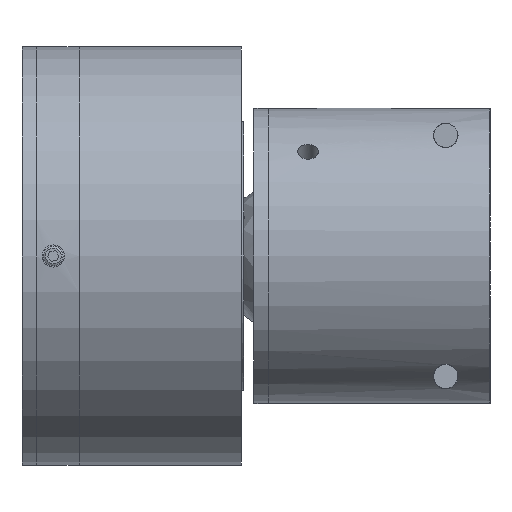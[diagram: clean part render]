
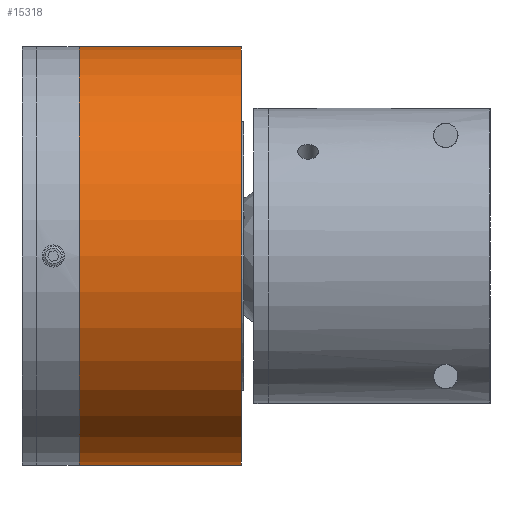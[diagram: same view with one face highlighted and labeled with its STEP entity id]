
A CAD part, front view. The second image highlights one B-rep face of the part: STEP entity #15318.
In plain terms, the highlighted cylindrical face has radius 42.5 mm (diameter 85 mm), a full revolution.
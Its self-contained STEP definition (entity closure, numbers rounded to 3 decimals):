
#557 = DIRECTION ( 'NONE',  ( 0., -1., 0. ) ) ;
#641 = VERTEX_POINT ( 'NONE', #18157 ) ;
#1414 = LINE ( 'NONE', #17138, #17855 ) ;
#1421 = ORIENTED_EDGE ( 'NONE', *, *, #3584, .T. ) ;
#2245 = AXIS2_PLACEMENT_3D ( 'NONE', #9257, #13674, #557 ) ;
#3584 = EDGE_CURVE ( 'NONE', #17376, #17376, #5582, .T. ) ;
#3717 = CARTESIAN_POINT ( 'NONE',  ( 32.5, 41.5, 9.165 ) ) ;
#3780 = FACE_OUTER_BOUND ( 'NONE', #15292, .T. ) ;
#4364 = EDGE_CURVE ( 'NONE', #12975, #12975, #4964, .T. ) ;
#4418 = DIRECTION ( 'NONE',  ( 1., 0., 0. ) ) ;
#4441 = DIRECTION ( 'NONE',  ( -1., 0., 0. ) ) ;
#4483 = EDGE_LOOP ( 'NONE', ( #9685 ) ) ;
#4545 = CARTESIAN_POINT ( 'NONE',  ( 12.5, 41.5, 9.165 ) ) ;
#4655 = ORIENTED_EDGE ( 'NONE', *, *, #13622, .T. ) ;
#4726 = ORIENTED_EDGE ( 'NONE', *, *, #8945, .T. ) ;
#4964 = CIRCLE ( 'NONE', #12303, 42.5 ) ;
#4995 = CIRCLE ( 'NONE', #2245, 42.5 ) ;
#5582 = CIRCLE ( 'NONE', #16244, 42.5 ) ;
#5752 = DIRECTION ( 'NONE',  ( 1., 0., 0. ) ) ;
#6715 = CARTESIAN_POINT ( 'NONE',  ( 8.5, 41.5, 9.165 ) ) ;
#6813 = CIRCLE ( 'NONE', #7106, 42.5 ) ;
#7106 = AXIS2_PLACEMENT_3D ( 'NONE', #10344, #4418, #10258 ) ;
#7192 = CYLINDRICAL_SURFACE ( 'NONE', #10179, 42.5 ) ;
#7383 = EDGE_LOOP ( 'NONE', ( #10808, #4655, #9165, #4726 ) ) ;
#7956 = EDGE_CURVE ( 'NONE', #641, #17058, #6813, .T. ) ;
#8042 = LINE ( 'NONE', #6715, #11631 ) ;
#8073 = FACE_OUTER_BOUND ( 'NONE', #4483, .T. ) ;
#8110 = VERTEX_POINT ( 'NONE', #14756 ) ;
#8157 = DIRECTION ( 'NONE',  ( -1., 0., 0. ) ) ;
#8568 = CARTESIAN_POINT ( 'NONE',  ( 8.5, 0., 42.5 ) ) ;
#8700 = FACE_BOUND ( 'NONE', #7383, .T. ) ;
#8935 = CARTESIAN_POINT ( 'NONE',  ( 41.5, 0., 42.5 ) ) ;
#8945 = EDGE_CURVE ( 'NONE', #8110, #641, #1414, .T. ) ;
#9165 = ORIENTED_EDGE ( 'NONE', *, *, #15697, .T. ) ;
#9257 = CARTESIAN_POINT ( 'NONE',  ( 12.5, 0., 0. ) ) ;
#9606 = DIRECTION ( 'NONE',  ( -1., 0., 0. ) ) ;
#9685 = ORIENTED_EDGE ( 'NONE', *, *, #4364, .F. ) ;
#10179 = AXIS2_PLACEMENT_3D ( 'NONE', #10936, #9606, #17002 ) ;
#10258 = DIRECTION ( 'NONE',  ( 0., 0., -1. ) ) ;
#10344 = CARTESIAN_POINT ( 'NONE',  ( 32.5, 0., 0. ) ) ;
#10808 = ORIENTED_EDGE ( 'NONE', *, *, #7956, .T. ) ;
#10936 = CARTESIAN_POINT ( 'NONE',  ( 8.5, 0., 0. ) ) ;
#11597 = VERTEX_POINT ( 'NONE', #4545 ) ;
#11631 = VECTOR ( 'NONE', #15435, 1000. ) ;
#12303 = AXIS2_PLACEMENT_3D ( 'NONE', #18330, #8157, #16972 ) ;
#12975 = VERTEX_POINT ( 'NONE', #8568 ) ;
#13622 = EDGE_CURVE ( 'NONE', #17058, #11597, #8042, .T. ) ;
#13674 = DIRECTION ( 'NONE',  ( -1., 0., 0. ) ) ;
#14756 = CARTESIAN_POINT ( 'NONE',  ( 12.5, 41.5, -9.165 ) ) ;
#14778 = CARTESIAN_POINT ( 'NONE',  ( 41.5, 0., 0. ) ) ;
#15292 = EDGE_LOOP ( 'NONE', ( #1421 ) ) ;
#15318 = ADVANCED_FACE ( 'NONE', ( #8700, #8073, #3780 ), #7192, .T. ) ;
#15435 = DIRECTION ( 'NONE',  ( -1., 0., 0. ) ) ;
#15697 = EDGE_CURVE ( 'NONE', #11597, #8110, #4995, .T. ) ;
#16244 = AXIS2_PLACEMENT_3D ( 'NONE', #14778, #4441, #17670 ) ;
#16972 = DIRECTION ( 'NONE',  ( 0., 0., 1. ) ) ;
#17002 = DIRECTION ( 'NONE',  ( 0., 0., 1. ) ) ;
#17058 = VERTEX_POINT ( 'NONE', #3717 ) ;
#17138 = CARTESIAN_POINT ( 'NONE',  ( 8.5, 41.5, -9.165 ) ) ;
#17376 = VERTEX_POINT ( 'NONE', #8935 ) ;
#17670 = DIRECTION ( 'NONE',  ( 0., 0., 1. ) ) ;
#17855 = VECTOR ( 'NONE', #5752, 1000. ) ;
#18157 = CARTESIAN_POINT ( 'NONE',  ( 32.5, 41.5, -9.165 ) ) ;
#18330 = CARTESIAN_POINT ( 'NONE',  ( 8.5, 0., 0. ) ) ;
